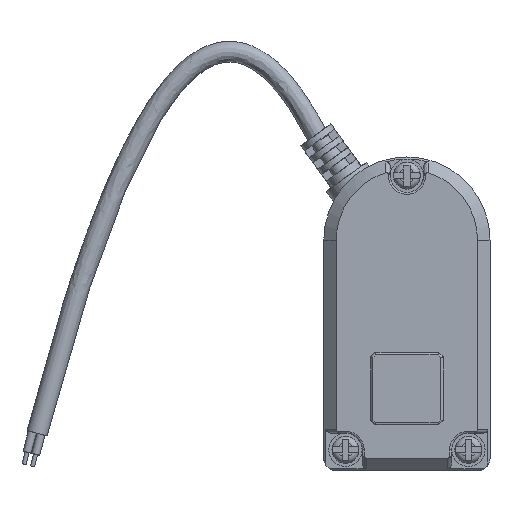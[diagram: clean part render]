
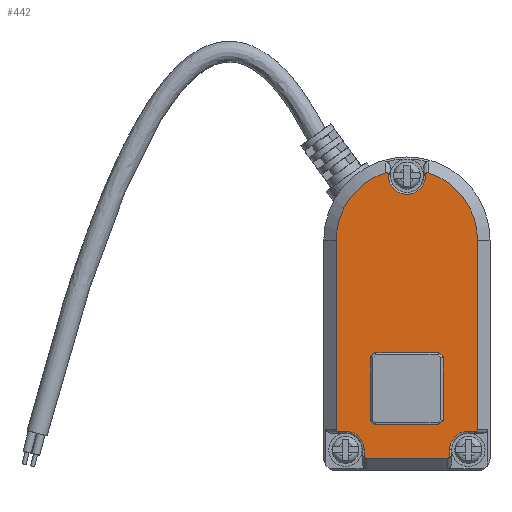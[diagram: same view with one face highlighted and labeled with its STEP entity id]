
A CAD part, front view. The second image highlights one B-rep face of the part: STEP entity #442.
In plain terms, the highlighted planar face has unit normal (0, -1, 0).
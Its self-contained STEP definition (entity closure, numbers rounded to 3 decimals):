
#442=ADVANCED_FACE('',(#1069),#833,.T.);
#833=PLANE('',#6362);
#1069=FACE_OUTER_BOUND('',#1401,.T.);
#1401=EDGE_LOOP('',(#3131,#3132,#3133,#3134,#3135,#3136,#3137,#3138,#3139,
#3140,#3141,#3142,#3143,#3144,#3145,#3146,#3147,#3148,#3149,#3150,#3151));
#1857=ELLIPSE('',#6354,1.414,1.);
#1858=ELLIPSE('',#6356,1.414,1.);
#1859=ELLIPSE('',#6357,1.414,1.);
#1860=ELLIPSE('',#6359,1.414,1.);
#1881=LINE('',#8851,#2377);
#1882=LINE('',#8855,#2378);
#1883=LINE('',#8859,#2379);
#1884=LINE('',#8863,#2380);
#1885=LINE('',#8867,#2381);
#1886=LINE('',#8871,#2382);
#1887=LINE('',#8875,#2383);
#1888=LINE('',#8892,#2384);
#2377=VECTOR('',#7018,1.);
#2378=VECTOR('',#7021,1.);
#2379=VECTOR('',#7024,1.);
#2380=VECTOR('',#7027,1.);
#2381=VECTOR('',#7030,1.);
#2382=VECTOR('',#7033,1.);
#2383=VECTOR('',#7036,1.);
#2384=VECTOR('',#7039,1.);
#2873=CIRCLE('',#6353,17.);
#2874=CIRCLE('',#6355,4.5);
#2875=CIRCLE('',#6358,4.5);
#2876=CIRCLE('',#6360,17.);
#2877=CIRCLE('',#6361,4.5);
#3131=ORIENTED_EDGE('',*,*,#5424,.T.);
#3132=ORIENTED_EDGE('',*,*,#5425,.T.);
#3133=ORIENTED_EDGE('',*,*,#5426,.T.);
#3134=ORIENTED_EDGE('',*,*,#5427,.T.);
#3135=ORIENTED_EDGE('',*,*,#5428,.T.);
#3136=ORIENTED_EDGE('',*,*,#5429,.T.);
#3137=ORIENTED_EDGE('',*,*,#5430,.T.);
#3138=ORIENTED_EDGE('',*,*,#5431,.T.);
#3139=ORIENTED_EDGE('',*,*,#5432,.T.);
#3140=ORIENTED_EDGE('',*,*,#5433,.T.);
#3141=ORIENTED_EDGE('',*,*,#5434,.T.);
#3142=ORIENTED_EDGE('',*,*,#5435,.T.);
#3143=ORIENTED_EDGE('',*,*,#5436,.T.);
#3144=ORIENTED_EDGE('',*,*,#5437,.T.);
#3145=ORIENTED_EDGE('',*,*,#5438,.T.);
#3146=ORIENTED_EDGE('',*,*,#5439,.T.);
#3147=ORIENTED_EDGE('',*,*,#5440,.T.);
#3148=ORIENTED_EDGE('',*,*,#5441,.T.);
#3149=ORIENTED_EDGE('',*,*,#5442,.T.);
#3150=ORIENTED_EDGE('',*,*,#5443,.T.);
#3151=ORIENTED_EDGE('',*,*,#5444,.T.);
#4837=VERTEX_POINT('',#8839);
#4838=VERTEX_POINT('',#8840);
#4839=VERTEX_POINT('',#8848);
#4840=VERTEX_POINT('',#8850);
#4841=VERTEX_POINT('',#8852);
#4842=VERTEX_POINT('',#8854);
#4843=VERTEX_POINT('',#8856);
#4844=VERTEX_POINT('',#8858);
#4845=VERTEX_POINT('',#8860);
#4846=VERTEX_POINT('',#8862);
#4847=VERTEX_POINT('',#8864);
#4848=VERTEX_POINT('',#8866);
#4849=VERTEX_POINT('',#8868);
#4850=VERTEX_POINT('',#8870);
#4851=VERTEX_POINT('',#8872);
#4852=VERTEX_POINT('',#8874);
#4853=VERTEX_POINT('',#8876);
#4854=VERTEX_POINT('',#8878);
#4855=VERTEX_POINT('',#8886);
#4856=VERTEX_POINT('',#8891);
#4857=VERTEX_POINT('',#8893);
#5424=EDGE_CURVE('',#4837,#4838,#6277,.T.);
#5425=EDGE_CURVE('',#4838,#4839,#6278,.T.);
#5426=EDGE_CURVE('',#4839,#4840,#2873,.T.);
#5427=EDGE_CURVE('',#4840,#4841,#1881,.T.);
#5428=EDGE_CURVE('',#4841,#4842,#1857,.T.);
#5429=EDGE_CURVE('',#4842,#4843,#1882,.T.);
#5430=EDGE_CURVE('',#4843,#4844,#2874,.T.);
#5431=EDGE_CURVE('',#4844,#4845,#1883,.T.);
#5432=EDGE_CURVE('',#4845,#4846,#1858,.T.);
#5433=EDGE_CURVE('',#4846,#4847,#1884,.T.);
#5434=EDGE_CURVE('',#4847,#4848,#1859,.T.);
#5435=EDGE_CURVE('',#4848,#4849,#1885,.T.);
#5436=EDGE_CURVE('',#4849,#4850,#2875,.T.);
#5437=EDGE_CURVE('',#4850,#4851,#1886,.T.);
#5438=EDGE_CURVE('',#4851,#4852,#1860,.T.);
#5439=EDGE_CURVE('',#4852,#4853,#1887,.T.);
#5440=EDGE_CURVE('',#4853,#4854,#2876,.T.);
#5441=EDGE_CURVE('',#4854,#4855,#6279,.T.);
#5442=EDGE_CURVE('',#4855,#4856,#6280,.T.);
#5443=EDGE_CURVE('',#4856,#4857,#1888,.T.);
#5444=EDGE_CURVE('',#4857,#4837,#2877,.T.);
#6277=B_SPLINE_CURVE_WITH_KNOTS('',3,(#8835,#8836,#8837,#8838),
 .UNSPECIFIED.,.F.,.F.,(4,4),(0.,1.),.UNSPECIFIED.);
#6278=B_SPLINE_CURVE_WITH_KNOTS('',3,(#8841,#8842,#8843,#8844,#8845,#8846,
#8847),.UNSPECIFIED.,.F.,.F.,(4,3,4),(0.,0.499,1.),
 .UNSPECIFIED.);
#6279=B_SPLINE_CURVE_WITH_KNOTS('',3,(#8879,#8880,#8881,#8882,#8883,#8884,
#8885),.UNSPECIFIED.,.F.,.F.,(4,3,4),(0.,0.499,1.),
 .UNSPECIFIED.);
#6280=B_SPLINE_CURVE_WITH_KNOTS('',3,(#8887,#8888,#8889,#8890),
 .UNSPECIFIED.,.F.,.F.,(4,4),(0.,1.),.UNSPECIFIED.);
#6353=AXIS2_PLACEMENT_3D('',#8849,#7016,#7017);
#6354=AXIS2_PLACEMENT_3D('',#8853,#7019,#7020);
#6355=AXIS2_PLACEMENT_3D('',#8857,#7022,#7023);
#6356=AXIS2_PLACEMENT_3D('',#8861,#7025,#7026);
#6357=AXIS2_PLACEMENT_3D('',#8865,#7028,#7029);
#6358=AXIS2_PLACEMENT_3D('',#8869,#7031,#7032);
#6359=AXIS2_PLACEMENT_3D('',#8873,#7034,#7035);
#6360=AXIS2_PLACEMENT_3D('',#8877,#7037,#7038);
#6361=AXIS2_PLACEMENT_3D('',#8894,#7040,#7041);
#6362=AXIS2_PLACEMENT_3D('',#8895,#7042,#7043);
#7016=DIRECTION('',(0.,-1.,0.));
#7017=DIRECTION('',(0.,0.,-1.));
#7018=DIRECTION('',(0.,0.,-1.));
#7019=DIRECTION('',(0.,-1.,0.));
#7020=DIRECTION('',(-1.,0.,0.));
#7021=DIRECTION('',(1.,0.,0.));
#7022=DIRECTION('',(0.,1.,0.));
#7023=DIRECTION('',(0.,0.,-1.));
#7024=DIRECTION('',(0.,0.,-1.));
#7025=DIRECTION('',(0.,-1.,0.));
#7026=DIRECTION('',(0.,0.,1.));
#7027=DIRECTION('',(1.,0.,0.));
#7028=DIRECTION('',(0.,-1.,0.));
#7029=DIRECTION('',(0.,0.,-1.));
#7030=DIRECTION('',(0.,0.,1.));
#7031=DIRECTION('',(0.,1.,0.));
#7032=DIRECTION('',(0.,0.,-1.));
#7033=DIRECTION('',(1.,0.,0.));
#7034=DIRECTION('',(0.,-1.,0.));
#7035=DIRECTION('',(-1.,0.,0.));
#7036=DIRECTION('',(0.,0.,1.));
#7037=DIRECTION('',(0.,-1.,0.));
#7038=DIRECTION('',(0.,0.,-1.));
#7039=DIRECTION('',(0.,0.,-1.));
#7040=DIRECTION('',(0.,1.,0.));
#7041=DIRECTION('',(0.,0.,-1.));
#7042=DIRECTION('',(0.,-1.,0.));
#7043=DIRECTION('',(0.,0.,-1.));
#8835=CARTESIAN_POINT('',(15.528,0.,71.497));
#8836=CARTESIAN_POINT('',(15.447,0.,71.568));
#8837=CARTESIAN_POINT('',(15.354,0.,71.629));
#8838=CARTESIAN_POINT('',(15.254,0.,71.667));
#8839=CARTESIAN_POINT('',(15.528,0.,71.497));
#8840=CARTESIAN_POINT('',(15.254,0.,71.667));
#8841=CARTESIAN_POINT('',(15.254,0.,71.667));
#8842=CARTESIAN_POINT('',(15.179,0.,71.695));
#8843=CARTESIAN_POINT('',(15.099,0.,71.712));
#8844=CARTESIAN_POINT('',(15.02,0.,71.714));
#8845=CARTESIAN_POINT('',(14.94,0.,71.716));
#8846=CARTESIAN_POINT('',(14.859,0.,71.704));
#8847=CARTESIAN_POINT('',(14.783,0.,71.68));
#8848=CARTESIAN_POINT('',(14.783,0.,71.68));
#8849=CARTESIAN_POINT('',(20.,0.,55.5));
#8850=CARTESIAN_POINT('',(3.,0.,55.5));
#8851=CARTESIAN_POINT('',(3.,0.,55.5));
#8852=CARTESIAN_POINT('',(3.,0.,10.));
#8853=CARTESIAN_POINT('',(4.414,0.,10.));
#8854=CARTESIAN_POINT('',(3.189,0.,9.5));
#8855=CARTESIAN_POINT('',(5.2,0.,9.5));
#8856=CARTESIAN_POINT('',(5.2,0.,9.5));
#8857=CARTESIAN_POINT('',(5.2,0.,5.));
#8858=CARTESIAN_POINT('',(9.7,0.,5.));
#8859=CARTESIAN_POINT('',(9.7,0.,3.));
#8860=CARTESIAN_POINT('',(9.7,0.,3.189));
#8861=CARTESIAN_POINT('',(10.2,0.,4.414));
#8862=CARTESIAN_POINT('',(10.2,0.,3.));
#8863=CARTESIAN_POINT('',(20.,0.,3.));
#8864=CARTESIAN_POINT('',(29.8,0.,3.));
#8865=CARTESIAN_POINT('',(29.8,0.,4.414));
#8866=CARTESIAN_POINT('',(30.3,0.,3.189));
#8867=CARTESIAN_POINT('',(30.3,0.,5.));
#8868=CARTESIAN_POINT('',(30.3,0.,5.));
#8869=CARTESIAN_POINT('',(34.8,0.,5.));
#8870=CARTESIAN_POINT('',(34.8,0.,9.5));
#8871=CARTESIAN_POINT('',(37.,0.,9.5));
#8872=CARTESIAN_POINT('',(36.811,0.,9.5));
#8873=CARTESIAN_POINT('',(35.586,0.,10.));
#8874=CARTESIAN_POINT('',(37.,0.,10.));
#8875=CARTESIAN_POINT('',(37.,0.,55.5));
#8876=CARTESIAN_POINT('',(37.,0.,55.5));
#8877=CARTESIAN_POINT('',(20.,0.,55.5));
#8878=CARTESIAN_POINT('',(25.217,0.,71.68));
#8879=CARTESIAN_POINT('',(25.217,0.,71.68));
#8880=CARTESIAN_POINT('',(25.141,0.,71.704));
#8881=CARTESIAN_POINT('',(25.061,0.,71.716));
#8882=CARTESIAN_POINT('',(24.981,0.,71.714));
#8883=CARTESIAN_POINT('',(24.901,0.,71.712));
#8884=CARTESIAN_POINT('',(24.821,0.,71.695));
#8885=CARTESIAN_POINT('',(24.746,0.,71.667));
#8886=CARTESIAN_POINT('',(24.746,0.,71.667));
#8887=CARTESIAN_POINT('',(24.746,0.,71.667));
#8888=CARTESIAN_POINT('',(24.657,0.,71.633));
#8889=CARTESIAN_POINT('',(24.574,0.,71.582));
#8890=CARTESIAN_POINT('',(24.5,0.,71.521));
#8891=CARTESIAN_POINT('',(24.5,0.,71.521));
#8892=CARTESIAN_POINT('',(24.5,0.,55.5));
#8893=CARTESIAN_POINT('',(24.5,0.,71.));
#8894=CARTESIAN_POINT('',(20.,0.,71.));
#8895=CARTESIAN_POINT('',(20.,0.,55.5));
